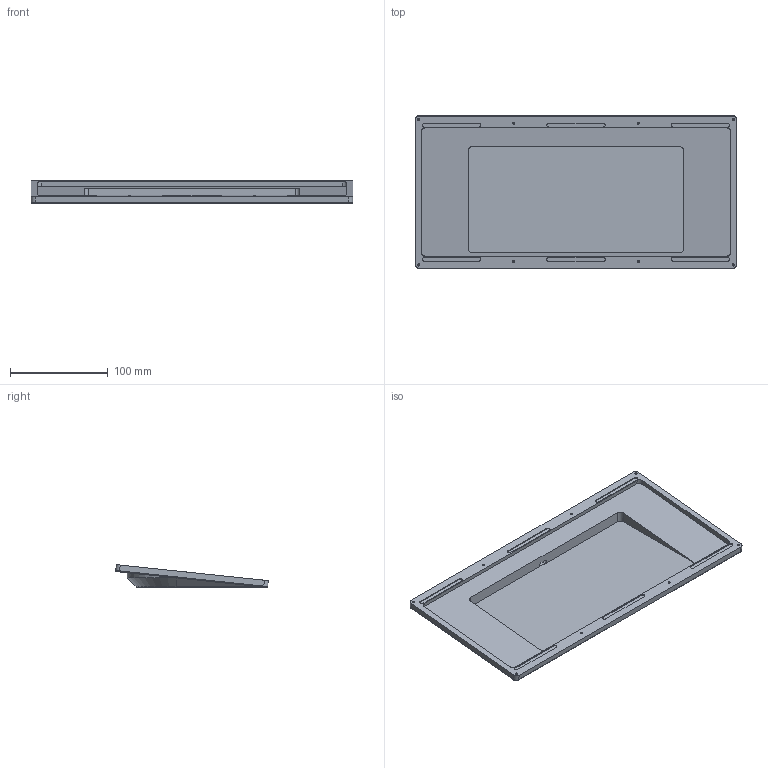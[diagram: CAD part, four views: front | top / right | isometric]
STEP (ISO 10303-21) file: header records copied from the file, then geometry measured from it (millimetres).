
FILE_DESCRIPTION(('FreeCAD Model'),'2;1');
FILE_NAME('Open CASCADE Shape Model','2021-10-01T11:09:45',('Author'),( ''),'Open CASCADE STEP processor 7.4','FreeCAD','Unknown');
FILE_SCHEMA(('AUTOMOTIVE_DESIGN { 1 0 10303 214 1 1 1 1 }'));
Length unit declared in the file: millimetre
Products named in the file (1): Cut
Bounding box: 329.56 x 156.61 x 23.25 mm (x, y, z)
Volume: 300599.1 mm3; surface area: 123796 mm2
Topology: 1 solids, 1 shells, 143 faces, 377 edges, 252 vertices
Faces by surface type: plane 61, cylinder 52, extrusion 14, cone 8, torus 6, bspline 2
Full cylindrical faces by diameter (mm): 2.2 x8, 10 x4
Entity records: 10254 total; most frequent: CARTESIAN_POINT 2812, DIRECTION 1342, ORIENTED_EDGE 754, PCURVE 754, DEFINITIONAL_REPRESENTATION 754, VECTOR 729, LINE 715, EDGE_CURVE 377
